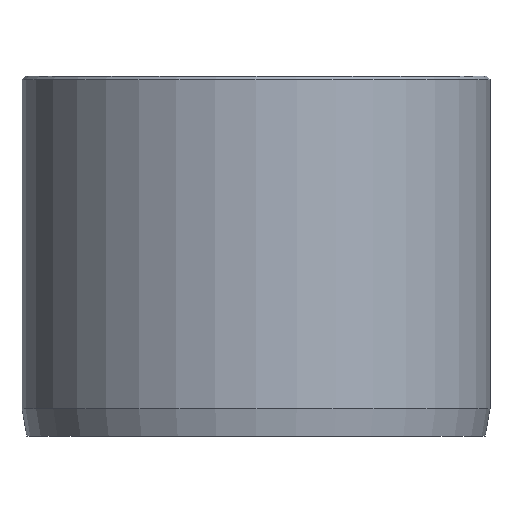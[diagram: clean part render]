
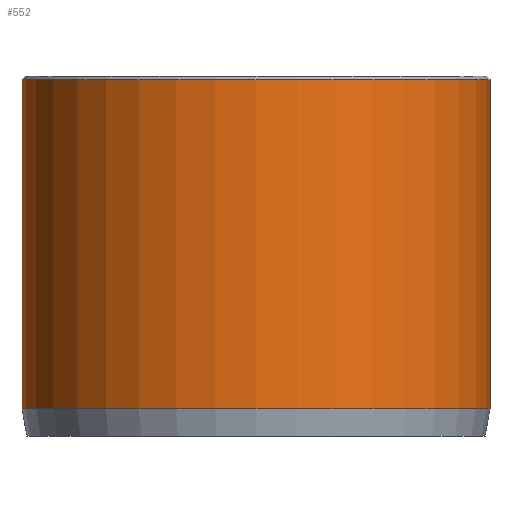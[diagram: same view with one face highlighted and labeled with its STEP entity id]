
A CAD part, front view. The second image highlights one B-rep face of the part: STEP entity #552.
In plain terms, the highlighted cylindrical face has radius 13 mm (diameter 26 mm), a partial arc.
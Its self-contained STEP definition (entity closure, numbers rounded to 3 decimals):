
#60 = VERTEX_POINT ( 'NONE', #604 ) ;
#89 = ORIENTED_EDGE ( 'NONE', *, *, #820, .T. ) ;
#124 = DIRECTION ( 'NONE',  ( 0., 0., -1. ) ) ;
#125 = DIRECTION ( 'NONE',  ( 0., 0., 1. ) ) ;
#136 = CYLINDRICAL_SURFACE ( 'NONE', #921, 13. ) ;
#237 = CARTESIAN_POINT ( 'NONE',  ( 13., 0., 1.5 ) ) ;
#243 = CARTESIAN_POINT ( 'NONE',  ( -13., 0., 20. ) ) ;
#272 = ORIENTED_EDGE ( 'NONE', *, *, #909, .T. ) ;
#274 = VERTEX_POINT ( 'NONE', #1083 ) ;
#285 = VECTOR ( 'NONE', #355, 1000. ) ;
#355 = DIRECTION ( 'NONE',  ( 0., 0., -1. ) ) ;
#414 = LINE ( 'NONE', #450, #285 ) ;
#418 = DIRECTION ( 'NONE',  ( -1., 0., 0. ) ) ;
#441 = ORIENTED_EDGE ( 'NONE', *, *, #710, .F. ) ;
#450 = CARTESIAN_POINT ( 'NONE',  ( 13., 0., 20. ) ) ;
#494 = CIRCLE ( 'NONE', #572, 13. ) ;
#516 = DIRECTION ( 'NONE',  ( 0., 0., -1. ) ) ;
#552 = ADVANCED_FACE ( 'NONE', ( #1225 ), #136, .T. ) ;
#572 = AXIS2_PLACEMENT_3D ( 'NONE', #730, #124, #835 ) ;
#597 = VECTOR ( 'NONE', #952, 1000. ) ;
#604 = CARTESIAN_POINT ( 'NONE',  ( 13., 0., 19.8 ) ) ;
#710 = EDGE_CURVE ( 'NONE', #60, #1284, #414, .T. ) ;
#730 = CARTESIAN_POINT ( 'NONE',  ( 0., 0., 19.8 ) ) ;
#732 = CARTESIAN_POINT ( 'NONE',  ( 0., 0., 1.5 ) ) ;
#820 = EDGE_CURVE ( 'NONE', #60, #839, #494, .T. ) ;
#835 = DIRECTION ( 'NONE',  ( 1., 0., 0. ) ) ;
#836 = DIRECTION ( 'NONE',  ( 1., 0., 0. ) ) ;
#839 = VERTEX_POINT ( 'NONE', #1117 ) ;
#865 = EDGE_LOOP ( 'NONE', ( #441, #89, #272, #1107 ) ) ;
#871 = LINE ( 'NONE', #243, #597 ) ;
#904 = CIRCLE ( 'NONE', #1070, 13. ) ;
#905 = CARTESIAN_POINT ( 'NONE',  ( 0., 0., 20. ) ) ;
#909 = EDGE_CURVE ( 'NONE', #839, #274, #871, .T. ) ;
#921 = AXIS2_PLACEMENT_3D ( 'NONE', #905, #516, #418 ) ;
#952 = DIRECTION ( 'NONE',  ( 0., 0., -1. ) ) ;
#1070 = AXIS2_PLACEMENT_3D ( 'NONE', #732, #125, #836 ) ;
#1083 = CARTESIAN_POINT ( 'NONE',  ( -13., 0., 1.5 ) ) ;
#1107 = ORIENTED_EDGE ( 'NONE', *, *, #1205, .T. ) ;
#1117 = CARTESIAN_POINT ( 'NONE',  ( -13., 0., 19.8 ) ) ;
#1205 = EDGE_CURVE ( 'NONE', #274, #1284, #904, .T. ) ;
#1225 = FACE_OUTER_BOUND ( 'NONE', #865, .T. ) ;
#1284 = VERTEX_POINT ( 'NONE', #237 ) ;
